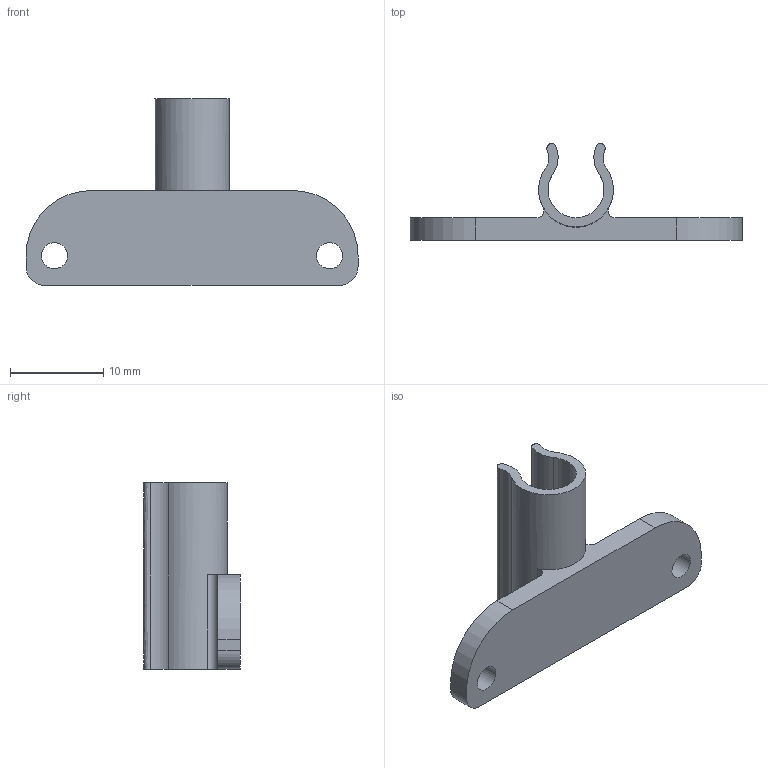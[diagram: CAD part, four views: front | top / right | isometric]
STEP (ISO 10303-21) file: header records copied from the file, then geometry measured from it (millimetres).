
FILE_DESCRIPTION(/* description */ (''),/* implementation_level */ '2;1');
FILE_NAME(/* name */ 'openMV Mount v2.step',/* time_stamp */ '2022-08-05T10:24:55-04:00',/* author */ (''),/* organization */ (''),/* preprocessor_version */ 'ST-DEVELOPER v19',/* originating_system */ 'Autodesk Translation Framework v11.7.0.108',/* authorisation */ '');
FILE_SCHEMA (('AUTOMOTIVE_DESIGN { 1 0 10303 214 3 1 1 }'));
Length unit declared in the file: millimetre
Products named in the file (1): openMV Mount
Bounding box: 35.56 x 10.34 x 20 mm (x, y, z)
Volume: 1178.7 mm3; surface area: 1669.1 mm2
Topology: 1 solids, 1 shells, 24 faces, 70 edges, 48 vertices
Faces by surface type: cylinder 14, plane 8, bspline 2
Full cylindrical faces by diameter (mm): 2.794 x2
Entity records: 936 total; most frequent: CARTESIAN_POINT 245, ORIENTED_EDGE 140, DIRECTION 134, EDGE_CURVE 70, AXIS2_PLACEMENT_3D 53, VERTEX_POINT 48, CIRCLE 30, EDGE_LOOP 28
